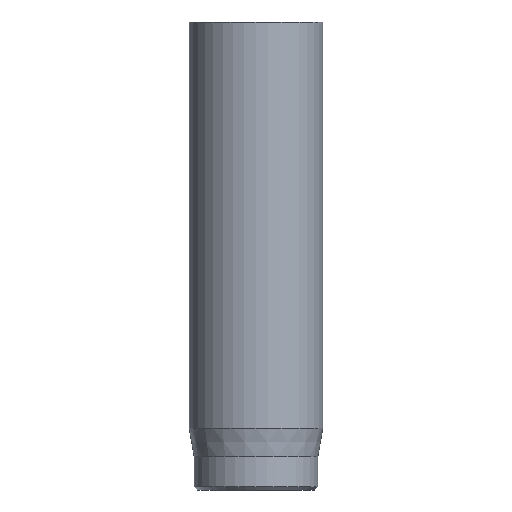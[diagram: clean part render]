
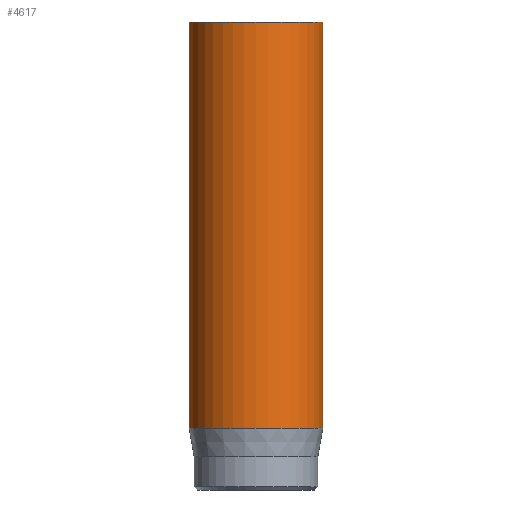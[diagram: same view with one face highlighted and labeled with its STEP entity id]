
A CAD part, front view. The second image highlights one B-rep face of the part: STEP entity #4617.
In plain terms, the highlighted cylindrical face has radius 2 mm (diameter 4 mm), a full revolution.
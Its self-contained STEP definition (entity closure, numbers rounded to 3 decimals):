
#44=CYLINDRICAL_SURFACE('',#4789,2.);
#47=CIRCLE('',#4762,2.);
#61=CIRCLE('',#4787,2.);
#62=CIRCLE('',#4788,2.);
#416=FACE_OUTER_BOUND('',#692,.T.);
#692=EDGE_LOOP('',(#4118,#4119,#4120,#4121,#4122));
#1024=LINE('',#8786,#1364);
#1364=VECTOR('',#5333,2.);
#2116=VERTEX_POINT('',#8734);
#2130=VERTEX_POINT('',#8780);
#2131=VERTEX_POINT('',#8781);
#2777=EDGE_CURVE('',#2116,#2116,#47,.T.);
#2798=EDGE_CURVE('',#2130,#2131,#61,.T.);
#2799=EDGE_CURVE('',#2131,#2130,#62,.T.);
#2801=EDGE_CURVE('',#2116,#2130,#1024,.T.);
#4118=ORIENTED_EDGE('',*,*,#2777,.T.);
#4119=ORIENTED_EDGE('',*,*,#2801,.T.);
#4120=ORIENTED_EDGE('',*,*,#2798,.T.);
#4121=ORIENTED_EDGE('',*,*,#2799,.T.);
#4122=ORIENTED_EDGE('',*,*,#2801,.F.);
#4617=ADVANCED_FACE('',(#416),#44,.T.);
#4762=AXIS2_PLACEMENT_3D('',#8735,#5269,#5270);
#4787=AXIS2_PLACEMENT_3D('',#8782,#5326,#5327);
#4788=AXIS2_PLACEMENT_3D('',#8783,#5328,#5329);
#4789=AXIS2_PLACEMENT_3D('',#8785,#5331,#5332);
#5269=DIRECTION('center_axis',(0.,0.,-1.));
#5270=DIRECTION('ref_axis',(-1.,0.,0.));
#5326=DIRECTION('center_axis',(0.,0.,1.));
#5327=DIRECTION('ref_axis',(-1.,0.,0.));
#5328=DIRECTION('center_axis',(0.,0.,1.));
#5329=DIRECTION('ref_axis',(-1.,0.,0.));
#5331=DIRECTION('center_axis',(0.,0.,1.));
#5332=DIRECTION('ref_axis',(-1.,0.,0.));
#5333=DIRECTION('',(0.,0.,-1.));
#8734=CARTESIAN_POINT('',(2.,0.,14.));
#8735=CARTESIAN_POINT('Origin',(0.,0.,14.));
#8780=CARTESIAN_POINT('',(2.,0.,1.851));
#8781=CARTESIAN_POINT('',(-2.,0.,1.851));
#8782=CARTESIAN_POINT('Origin',(0.,0.,1.851));
#8783=CARTESIAN_POINT('Origin',(0.,0.,1.851));
#8785=CARTESIAN_POINT('Origin',(0.,0.,0.));
#8786=CARTESIAN_POINT('',(2.,0.,0.));
